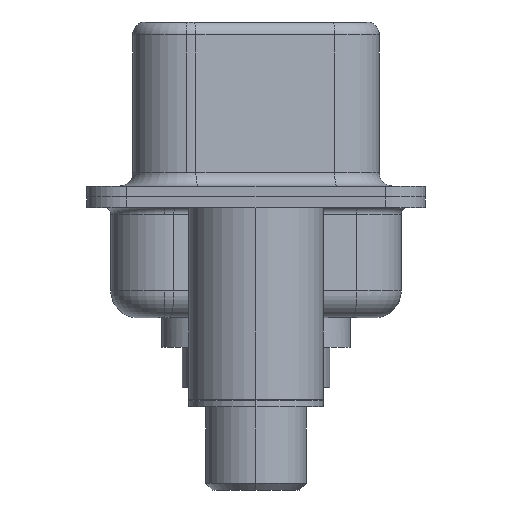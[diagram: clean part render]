
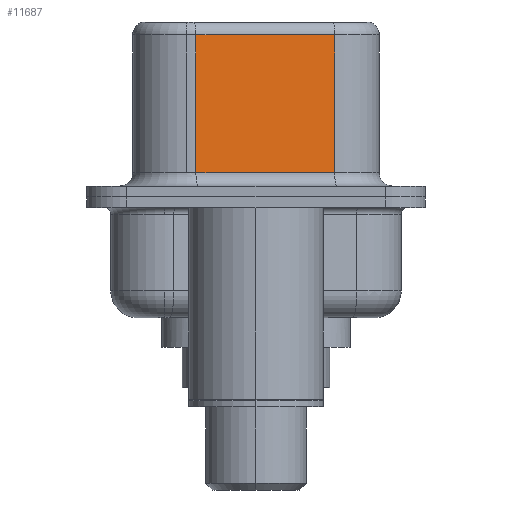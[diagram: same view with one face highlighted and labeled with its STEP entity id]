
A CAD part, left-side view. The second image highlights one B-rep face of the part: STEP entity #11687.
In plain terms, the highlighted planar face has unit normal (-0.985, -0.174, 0).
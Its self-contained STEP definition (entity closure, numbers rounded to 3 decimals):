
#976 = CARTESIAN_POINT ( 'NONE',  ( 3.655, 2.233, 6.02 ) ) ;
#1461 = VECTOR ( 'NONE', #2994, 1000. ) ;
#1518 = PLANE ( 'NONE',  #4922 ) ;
#1686 = CARTESIAN_POINT ( 'NONE',  ( 4.565, -2.927, 6.52 ) ) ;
#2605 = VECTOR ( 'NONE', #16327, 1000. ) ;
#2928 = CARTESIAN_POINT ( 'NONE',  ( 4.565, -2.927, 6.02 ) ) ;
#2994 = DIRECTION ( 'NONE',  ( 0., 0., -1. ) ) ;
#3352 = VERTEX_POINT ( 'NONE', #2928 ) ;
#3478 = VECTOR ( 'NONE', #16913, 1000. ) ;
#3769 = CARTESIAN_POINT ( 'NONE',  ( 3.655, 2.233, 0.9 ) ) ;
#4128 = LINE ( 'NONE', #1686, #14307 ) ;
#4481 = CARTESIAN_POINT ( 'NONE',  ( 4.565, -2.927, 0.9 ) ) ;
#4921 = LINE ( 'NONE', #6830, #1461 ) ;
#4922 = AXIS2_PLACEMENT_3D ( 'NONE', #6673, #5422, #14729 ) ;
#5422 = DIRECTION ( 'NONE',  ( 0.985, 0.174, 0. ) ) ;
#5599 = LINE ( 'NONE', #4481, #2605 ) ;
#5962 = EDGE_LOOP ( 'NONE', ( #9167, #16569, #13961, #9344 ) ) ;
#6673 = CARTESIAN_POINT ( 'NONE',  ( 4.565, -2.927, 6.52 ) ) ;
#6830 = CARTESIAN_POINT ( 'NONE',  ( 3.655, 2.233, 6.52 ) ) ;
#6907 = LINE ( 'NONE', #8952, #3478 ) ;
#7353 = EDGE_CURVE ( 'NONE', #10775, #7399, #5599, .T. ) ;
#7399 = VERTEX_POINT ( 'NONE', #11198 ) ;
#8154 = DIRECTION ( 'NONE',  ( 0., 0., -1. ) ) ;
#8952 = CARTESIAN_POINT ( 'NONE',  ( 4.565, -2.927, 6.02 ) ) ;
#9116 = EDGE_CURVE ( 'NONE', #3352, #7399, #4128, .T. ) ;
#9167 = ORIENTED_EDGE ( 'NONE', *, *, #9116, .F. ) ;
#9344 = ORIENTED_EDGE ( 'NONE', *, *, #7353, .T. ) ;
#9674 = VERTEX_POINT ( 'NONE', #976 ) ;
#10295 = EDGE_CURVE ( 'NONE', #9674, #10775, #4921, .T. ) ;
#10465 = FACE_OUTER_BOUND ( 'NONE', #5962, .T. ) ;
#10775 = VERTEX_POINT ( 'NONE', #3769 ) ;
#11198 = CARTESIAN_POINT ( 'NONE',  ( 4.565, -2.927, 0.9 ) ) ;
#11687 = ADVANCED_FACE ( 'NONE', ( #10465 ), #1518, .F. ) ;
#12906 = EDGE_CURVE ( 'NONE', #3352, #9674, #6907, .T. ) ;
#13961 = ORIENTED_EDGE ( 'NONE', *, *, #10295, .T. ) ;
#14307 = VECTOR ( 'NONE', #8154, 1000. ) ;
#14729 = DIRECTION ( 'NONE',  ( -0.174, 0.985, 0. ) ) ;
#16327 = DIRECTION ( 'NONE',  ( 0.174, -0.985, 0. ) ) ;
#16569 = ORIENTED_EDGE ( 'NONE', *, *, #12906, .T. ) ;
#16913 = DIRECTION ( 'NONE',  ( -0.174, 0.985, 0. ) ) ;
